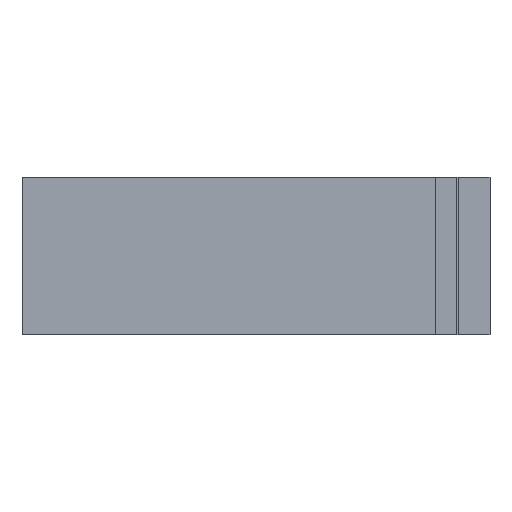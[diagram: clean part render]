
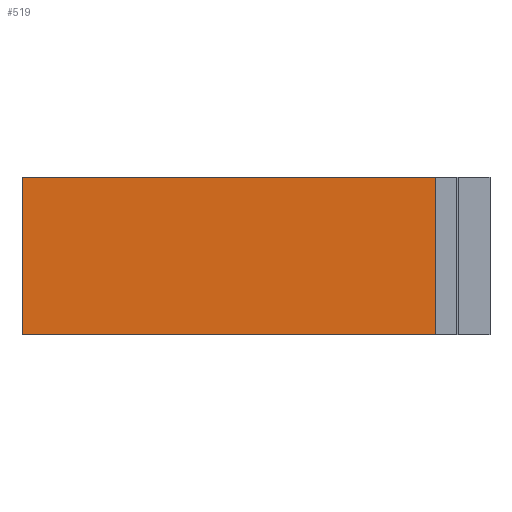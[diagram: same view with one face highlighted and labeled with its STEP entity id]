
A CAD part, left-side view. The second image highlights one B-rep face of the part: STEP entity #519.
In plain terms, the highlighted planar face has unit normal (-1, 0, 0).
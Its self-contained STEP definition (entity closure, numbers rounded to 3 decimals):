
#25=PLANE('',#564);
#47=FACE_OUTER_BOUND('',#74,.T.);
#74=EDGE_LOOP('',(#398,#399,#400,#401));
#121=LINE('',#809,#182);
#122=LINE('',#812,#183);
#123=LINE('',#814,#184);
#124=LINE('',#815,#185);
#182=VECTOR('',#655,10.);
#183=VECTOR('',#658,10.);
#184=VECTOR('',#659,10.);
#185=VECTOR('',#660,10.);
#249=VERTEX_POINT('',#805);
#250=VERTEX_POINT('',#807);
#251=VERTEX_POINT('',#811);
#252=VERTEX_POINT('',#813);
#311=EDGE_CURVE('',#249,#250,#121,.T.);
#312=EDGE_CURVE('',#251,#249,#122,.T.);
#313=EDGE_CURVE('',#252,#250,#123,.T.);
#314=EDGE_CURVE('',#251,#252,#124,.T.);
#398=ORIENTED_EDGE('',*,*,#312,.T.);
#399=ORIENTED_EDGE('',*,*,#311,.T.);
#400=ORIENTED_EDGE('',*,*,#313,.F.);
#401=ORIENTED_EDGE('',*,*,#314,.F.);
#519=ADVANCED_FACE('',(#47),#25,.T.);
#564=AXIS2_PLACEMENT_3D('',#810,#656,#657);
#655=DIRECTION('',(0.,0.,1.));
#656=DIRECTION('center_axis',(-1.,0.,0.));
#657=DIRECTION('ref_axis',(0.,-1.,0.));
#658=DIRECTION('',(0.,-1.,0.));
#659=DIRECTION('',(0.,-1.,0.));
#660=DIRECTION('',(0.,0.,1.));
#805=CARTESIAN_POINT('',(-10.,1.2,0.));
#807=CARTESIAN_POINT('',(-10.,1.2,15.));
#809=CARTESIAN_POINT('',(-10.,1.2,0.));
#810=CARTESIAN_POINT('Origin',(-10.,44.7,0.));
#811=CARTESIAN_POINT('',(-10.,44.7,0.));
#812=CARTESIAN_POINT('',(-10.,44.7,0.));
#813=CARTESIAN_POINT('',(-10.,44.7,15.));
#814=CARTESIAN_POINT('',(-10.,44.7,15.));
#815=CARTESIAN_POINT('',(-10.,44.7,0.));
